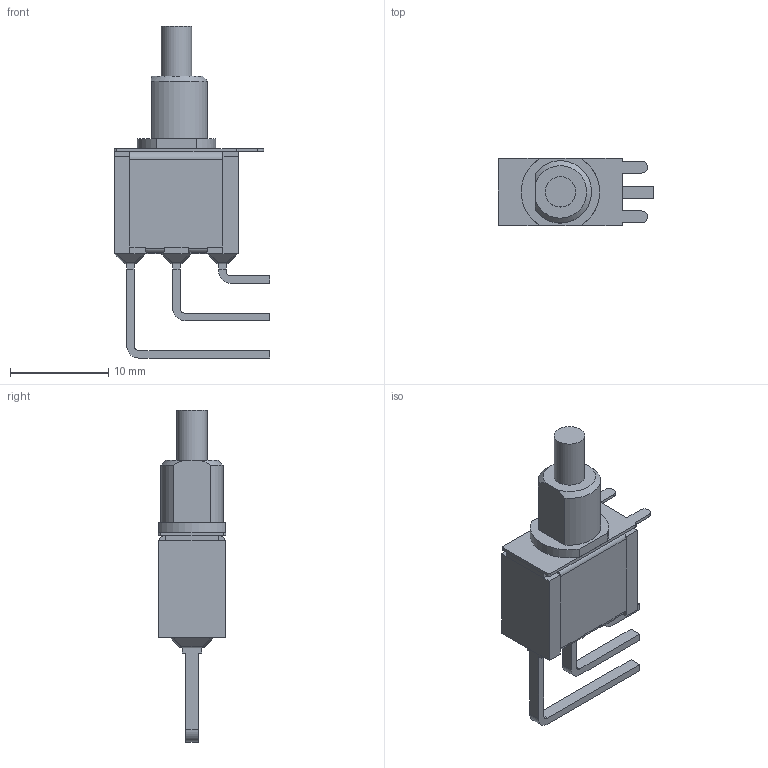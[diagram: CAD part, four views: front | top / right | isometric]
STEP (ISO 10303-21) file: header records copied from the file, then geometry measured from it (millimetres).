
FILE_DESCRIPTION(/* description */ (''),/* implementation_level */ '2;1');
FILE_NAME(/* name */ '700SP7B11M7xE.stp',/* time_stamp */ '2018-07-11T09:23:14-05:00',/* author */ ('mroman'),/* organization */ (''),/* preprocessor_version */ 'ST-DEVELOPER v17',/* originating_system */ 'Autodesk Inventor 2018',/* authorisation */ '');
FILE_SCHEMA (('AUTOMOTIVE_DESIGN { 1 0 10303 214 3 1 1 }'));
Length unit declared in the file: millimetre
Products named in the file (1): 700SP7B11M7xE
Bounding box: 15.88 x 6.9 x 33.84 mm (x, y, z)
Volume: 1264.5 mm3; surface area: 1053.5 mm2
Topology: 1 solids, 2 shells, 263 faces, 670 edges, 412 vertices
Faces by surface type: plane 172, cylinder 51, bspline 27, sphere 12, cone 1
Full cylindrical faces by diameter (mm): 3.1 x2
Entity records: 7888 total; most frequent: CARTESIAN_POINT 1689, ORIENTED_EDGE 1316, DIRECTION 1195, EDGE_CURVE 658, LINE 483, VECTOR 483, VERTEX_POINT 412, AXIS2_PLACEMENT_3D 356
